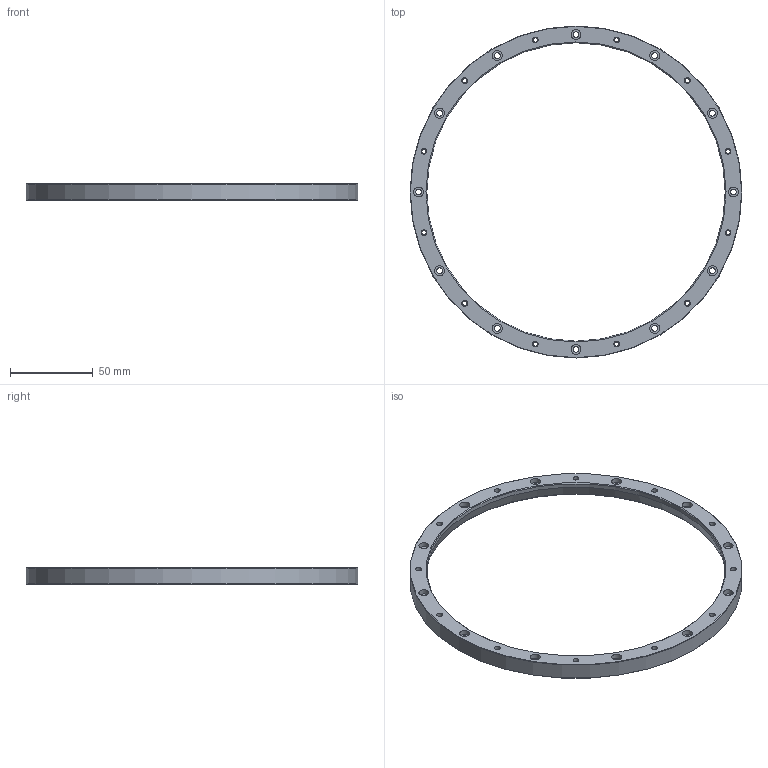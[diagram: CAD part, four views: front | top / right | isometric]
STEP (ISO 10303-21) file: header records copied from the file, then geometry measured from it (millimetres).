
FILE_DESCRIPTION(/* description */ (''),/* implementation_level */ '2;1');
FILE_NAME(/* name */ 'LA_9517_4829_01_A.stp',/* time_stamp */ '2010-08-31T14:36:57+01:00',/* author */ (''),/* organization */ (''),/* preprocessor_version */ 'ST-DEVELOPER v11',/* originating_system */ 'SIEMENS UGS NX 6.0',/* authorisation */ '');
FILE_SCHEMA (('AUTOMOTIVE_DESIGN { 1 0 10303 214 1 1 1 1 }'));
Length unit declared in the file: millimetre
Products named in the file (1): LA-9517-4829-01_A
Bounding box: 200.3 x 200.3 x 10 mm (x, y, z)
Volume: 53860.6 mm3; surface area: 25018.3 mm2
Topology: 1 solids, 1 shells, 81 faces, 201 edges, 150 vertices
Faces by surface type: cylinder 50, plane 26, cone 5
Full cylindrical faces by diameter (mm): 2.6 x12, 3.5 x24, 6 x12, 180.02 x1, 200.3 x1
Entity records: 2134 total; most frequent: DIRECTION 402, CARTESIAN_POINT 308, FACE_BOUND 210, EDGE_LOOP 210, ORIENTED_EDGE 210, AXIS2_PLACEMENT_3D 199, CIRCLE 117, VERTEX_POINT 105
